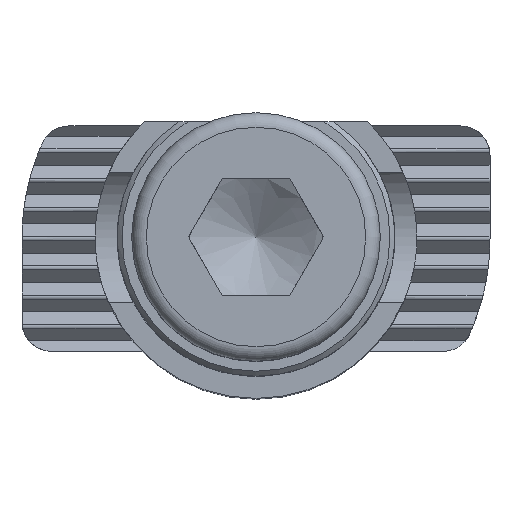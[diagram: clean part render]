
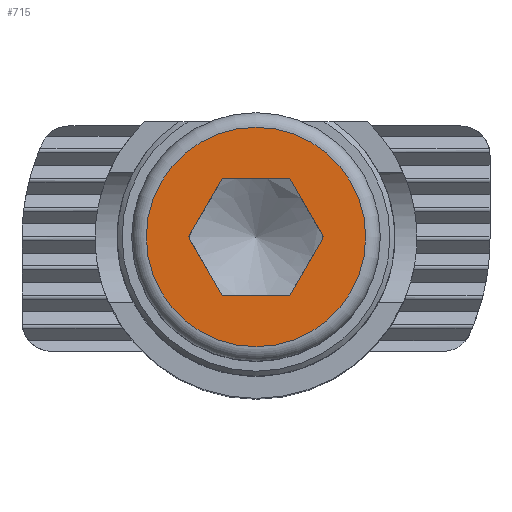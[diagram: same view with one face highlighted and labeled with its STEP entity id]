
A CAD part, top view. The second image highlights one B-rep face of the part: STEP entity #715.
In plain terms, the highlighted planar face has unit normal (0, 0, 1).
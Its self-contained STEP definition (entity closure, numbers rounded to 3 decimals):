
#715=ADVANCED_FACE('',(#837,#838),#839,.T.);
#837=FACE_OUTER_BOUND('',#1070,.T.);
#838=FACE_BOUND('',#1071,.T.);
#839=PLANE('',#1072);
#1070=EDGE_LOOP('',(#1369));
#1071=EDGE_LOOP('',(#1370,#1371,#1372,#1373,#1374,#1375));
#1072=AXIS2_PLACEMENT_3D('',#1376,#1377,#1378);
#1369=ORIENTED_EDGE('',*,*,#2190,.T.);
#1370=ORIENTED_EDGE('',*,*,#2201,.F.);
#1371=ORIENTED_EDGE('',*,*,#2202,.F.);
#1372=ORIENTED_EDGE('',*,*,#2203,.F.);
#1373=ORIENTED_EDGE('',*,*,#2204,.F.);
#1374=ORIENTED_EDGE('',*,*,#2205,.F.);
#1375=ORIENTED_EDGE('',*,*,#2206,.F.);
#1376=CARTESIAN_POINT('',(0.0,0.0,5.0));
#1377=DIRECTION('',(0.0,0.0,1.0));
#1378=DIRECTION('',(1.0,0.0,0.0));
#2190=EDGE_CURVE('',#2470,#2470,#2471,.T.);
#2201=EDGE_CURVE('',#2490,#2491,#2492,.T.);
#2202=EDGE_CURVE('',#2493,#2490,#2494,.T.);
#2203=EDGE_CURVE('',#2495,#2493,#2496,.T.);
#2204=EDGE_CURVE('',#2497,#2495,#2498,.T.);
#2205=EDGE_CURVE('',#2499,#2497,#2500,.T.);
#2206=EDGE_CURVE('',#2491,#2499,#2501,.T.);
#2470=VERTEX_POINT('',#2969);
#2471=CIRCLE('',#2970,3.75);
#2490=VERTEX_POINT('',#3035);
#2491=VERTEX_POINT('',#3036);
#2492=LINE('',#3037,#3038);
#2493=VERTEX_POINT('',#3039);
#2494=LINE('',#3040,#3041);
#2495=VERTEX_POINT('',#3042);
#2496=LINE('',#3043,#3044);
#2497=VERTEX_POINT('',#3045);
#2498=LINE('',#3046,#3047);
#2499=VERTEX_POINT('',#3048);
#2500=LINE('',#3049,#3050);
#2501=LINE('',#3051,#3052);
#2969=CARTESIAN_POINT('',(3.75,0.0,5.0));
#2970=AXIS2_PLACEMENT_3D('',#4215,#4216,#4217);
#3035=CARTESIAN_POINT('',(1.155,-2.0,5.0));
#3036=CARTESIAN_POINT('',(2.309,0.,5.0));
#3037=CARTESIAN_POINT('',(1.732,-1.0,5.0));
#3038=VECTOR('',#4227,1.0);
#3039=CARTESIAN_POINT('',(-1.155,-2.0,5.0));
#3040=CARTESIAN_POINT('',(0.,-2.0,5.0));
#3041=VECTOR('',#4228,1.0);
#3042=CARTESIAN_POINT('',(-2.309,0.,5.0));
#3043=CARTESIAN_POINT('',(-2.309,0.,5.0));
#3044=VECTOR('',#4229,1.0);
#3045=CARTESIAN_POINT('',(-1.155,2.0,5.0));
#3046=CARTESIAN_POINT('',(-1.732,1.0,5.0));
#3047=VECTOR('',#4230,1.0);
#3048=CARTESIAN_POINT('',(1.155,2.0,5.0));
#3049=CARTESIAN_POINT('',(0.,2.0,5.0));
#3050=VECTOR('',#4231,1.0);
#3051=CARTESIAN_POINT('',(2.309,0.,5.0));
#3052=VECTOR('',#4232,1.0);
#4215=CARTESIAN_POINT('',(0.0,0.0,5.0));
#4216=DIRECTION('',(0.0,0.0,1.0));
#4217=DIRECTION('',(1.0,0.0,0.0));
#4227=DIRECTION('',(0.5,0.866,0.0));
#4228=DIRECTION('',(1.0,0.,0.0));
#4229=DIRECTION('',(0.5,-0.866,0.0));
#4230=DIRECTION('',(-0.5,-0.866,0.0));
#4231=DIRECTION('',(-1.0,0.,0.0));
#4232=DIRECTION('',(-0.5,0.866,0.0));
